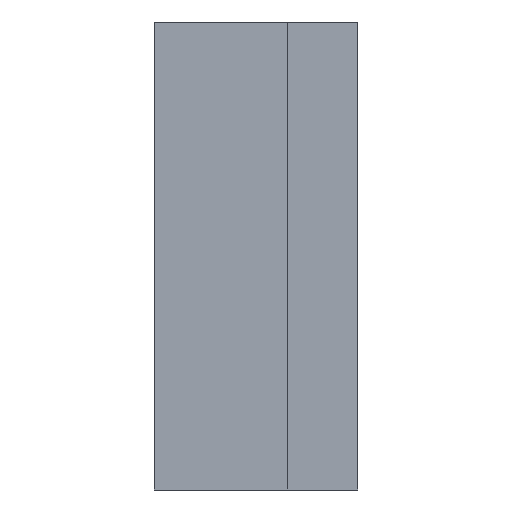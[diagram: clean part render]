
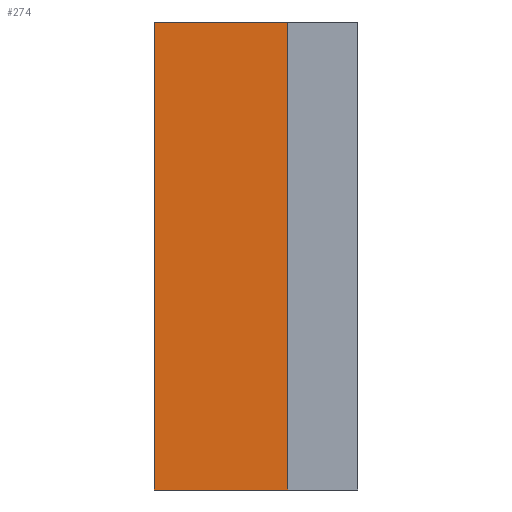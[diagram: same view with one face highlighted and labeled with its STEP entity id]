
A CAD part, left-side view. The second image highlights one B-rep face of the part: STEP entity #274.
In plain terms, the highlighted planar face has unit normal (-1, 0, 0).
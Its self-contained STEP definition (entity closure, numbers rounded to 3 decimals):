
#16 = VECTOR ( 'NONE', #2803, 1000. ) ;
#137 = VECTOR ( 'NONE', #5367, 1000. ) ;
#274 = ADVANCED_FACE ( 'NONE', ( #5990 ), #5424, .F. ) ;
#292 = CARTESIAN_POINT ( 'NONE',  ( -1., 0.3, -1. ) ) ;
#449 = EDGE_CURVE ( 'NONE', #3395, #6996, #3545, .T. ) ;
#555 = VERTEX_POINT ( 'NONE', #4471 ) ;
#885 = CARTESIAN_POINT ( 'NONE',  ( -1., 0.87, 0. ) ) ;
#1165 = EDGE_CURVE ( 'NONE', #5932, #3395, #5531, .T. ) ;
#1280 = EDGE_LOOP ( 'NONE', ( #1718, #6062, #5609, #4499 ) ) ;
#1328 = VECTOR ( 'NONE', #1842, 1000. ) ;
#1718 = ORIENTED_EDGE ( 'NONE', *, *, #3758, .F. ) ;
#1842 = DIRECTION ( 'NONE',  ( 0., -1., 0. ) ) ;
#1967 = VECTOR ( 'NONE', #7213, 1000. ) ;
#2008 = DIRECTION ( 'NONE',  ( 0., 0., -1. ) ) ;
#2058 = CARTESIAN_POINT ( 'NONE',  ( -1., 0.87, -1. ) ) ;
#2197 = EDGE_CURVE ( 'NONE', #6996, #555, #6692, .T. ) ;
#2621 = DIRECTION ( 'NONE',  ( 1., 0., 0. ) ) ;
#2803 = DIRECTION ( 'NONE',  ( 0., 0., -1. ) ) ;
#3027 = LINE ( 'NONE', #4615, #1328 ) ;
#3243 = CARTESIAN_POINT ( 'NONE',  ( -1., 0.3, 1. ) ) ;
#3395 = VERTEX_POINT ( 'NONE', #292 ) ;
#3545 = LINE ( 'NONE', #5542, #1967 ) ;
#3758 = EDGE_CURVE ( 'NONE', #555, #5932, #3027, .T. ) ;
#4471 = CARTESIAN_POINT ( 'NONE',  ( -1., 0.87, 1. ) ) ;
#4499 = ORIENTED_EDGE ( 'NONE', *, *, #1165, .F. ) ;
#4615 = CARTESIAN_POINT ( 'NONE',  ( -1., 0.75, 1. ) ) ;
#4860 = CARTESIAN_POINT ( 'NONE',  ( -1., 0.75, 1. ) ) ;
#4974 = AXIS2_PLACEMENT_3D ( 'NONE', #4860, #2621, #2008 ) ;
#5367 = DIRECTION ( 'NONE',  ( 0., 0., 1. ) ) ;
#5424 = PLANE ( 'NONE',  #4974 ) ;
#5531 = LINE ( 'NONE', #6732, #16 ) ;
#5542 = CARTESIAN_POINT ( 'NONE',  ( -1., 0.75, -1. ) ) ;
#5609 = ORIENTED_EDGE ( 'NONE', *, *, #449, .F. ) ;
#5932 = VERTEX_POINT ( 'NONE', #3243 ) ;
#5990 = FACE_OUTER_BOUND ( 'NONE', #1280, .T. ) ;
#6062 = ORIENTED_EDGE ( 'NONE', *, *, #2197, .F. ) ;
#6692 = LINE ( 'NONE', #885, #137 ) ;
#6732 = CARTESIAN_POINT ( 'NONE',  ( -1., 0.3, 1. ) ) ;
#6996 = VERTEX_POINT ( 'NONE', #2058 ) ;
#7213 = DIRECTION ( 'NONE',  ( 0., 1., 0. ) ) ;
